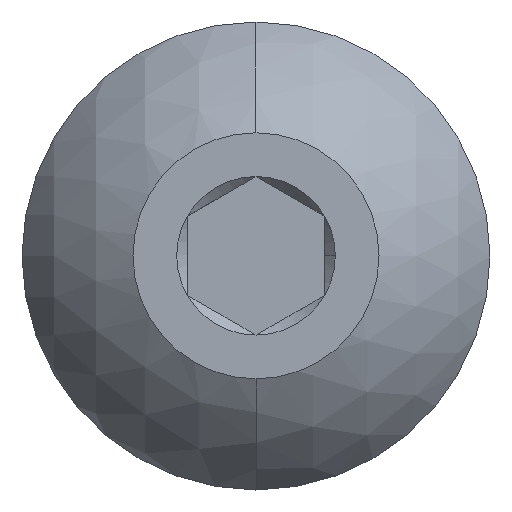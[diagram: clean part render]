
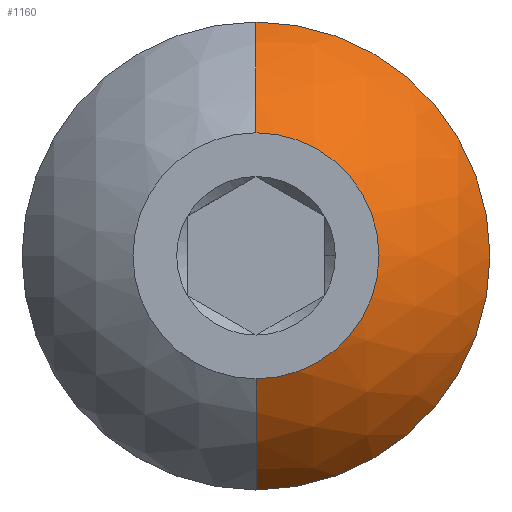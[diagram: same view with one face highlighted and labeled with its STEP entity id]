
A CAD part, top view. The second image highlights one B-rep face of the part: STEP entity #1160.
In plain terms, the highlighted spherical face has radius 3.065 mm.
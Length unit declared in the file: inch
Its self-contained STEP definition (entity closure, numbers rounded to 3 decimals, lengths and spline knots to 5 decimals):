
#31 = SPHERICAL_SURFACE ( 'NONE', #2229, 0.12067 ) ;
#135 = CARTESIAN_POINT ( 'NONE',  ( 0., -0.056, 0. ) ) ;
#238 = CARTESIAN_POINT ( 'NONE',  ( 0., 0., 0. ) ) ;
#253 = CARTESIAN_POINT ( 'NONE',  ( 0., 0.056, 0. ) ) ;
#616 = CIRCLE ( 'NONE', #2927, 0.12067 ) ;
#641 = DIRECTION ( 'NONE',  ( 1., 0., 0. ) ) ;
#728 = AXIS2_PLACEMENT_3D ( 'NONE', #2448, #1850, #2735 ) ;
#743 = ORIENTED_EDGE ( 'NONE', *, *, #1784, .F. ) ;
#779 = DIRECTION ( 'NONE',  ( 0., 1., 0. ) ) ;
#907 = CARTESIAN_POINT ( 'NONE',  ( 0., 0., -0.05015 ) ) ;
#917 = EDGE_CURVE ( 'NONE', #1835, #1465, #1828, .T. ) ;
#1013 = DIRECTION ( 'NONE',  ( 1., 0., 0. ) ) ;
#1065 = CARTESIAN_POINT ( 'NONE',  ( 0., -0.1065, -0.05015 ) ) ;
#1160 = ADVANCED_FACE ( 'NONE', ( #1746 ), #31, .T. ) ;
#1414 = VERTEX_POINT ( 'NONE', #135 ) ;
#1465 = VERTEX_POINT ( 'NONE', #1512 ) ;
#1475 = EDGE_CURVE ( 'NONE', #1835, #1414, #616, .T. ) ;
#1512 = CARTESIAN_POINT ( 'NONE',  ( 0.1065, 0., -0.05015 ) ) ;
#1604 = AXIS2_PLACEMENT_3D ( 'NONE', #238, #1852, #3273 ) ;
#1681 = DIRECTION ( 'NONE',  ( 1., 0., 0. ) ) ;
#1713 = DIRECTION ( 'NONE',  ( 0., -1., 0. ) ) ;
#1746 = FACE_OUTER_BOUND ( 'NONE', #1789, .T. ) ;
#1771 = VERTEX_POINT ( 'NONE', #253 ) ;
#1784 = EDGE_CURVE ( 'NONE', #1414, #1771, #2579, .T. ) ;
#1789 = EDGE_LOOP ( 'NONE', ( #2944, #1989, #2185, #743, #2164 ) ) ;
#1828 = CIRCLE ( 'NONE', #728, 0.1065 ) ;
#1835 = VERTEX_POINT ( 'NONE', #1065 ) ;
#1850 = DIRECTION ( 'NONE',  ( 0., 0., 1. ) ) ;
#1852 = DIRECTION ( 'NONE',  ( 0., 0., 1. ) ) ;
#1952 = CIRCLE ( 'NONE', #2415, 0.1065 ) ;
#1989 = ORIENTED_EDGE ( 'NONE', *, *, #3371, .T. ) ;
#2066 = DIRECTION ( 'NONE',  ( 0., -1., 0. ) ) ;
#2164 = ORIENTED_EDGE ( 'NONE', *, *, #1475, .F. ) ;
#2185 = ORIENTED_EDGE ( 'NONE', *, *, #3061, .T. ) ;
#2229 = AXIS2_PLACEMENT_3D ( 'NONE', #2267, #641, #1713 ) ;
#2267 = CARTESIAN_POINT ( 'NONE',  ( 0., 0., -0.10689 ) ) ;
#2415 = AXIS2_PLACEMENT_3D ( 'NONE', #907, #2539, #1681 ) ;
#2448 = CARTESIAN_POINT ( 'NONE',  ( 0., 0., -0.05015 ) ) ;
#2539 = DIRECTION ( 'NONE',  ( 0., 0., 1. ) ) ;
#2572 = DIRECTION ( 'NONE',  ( -1., 0., 0. ) ) ;
#2579 = CIRCLE ( 'NONE', #1604, 0.056 ) ;
#2611 = CARTESIAN_POINT ( 'NONE',  ( 0., 0., -0.10689 ) ) ;
#2735 = DIRECTION ( 'NONE',  ( 1., 0., 0. ) ) ;
#2899 = CARTESIAN_POINT ( 'NONE',  ( 0., 0.1065, -0.05015 ) ) ;
#2927 = AXIS2_PLACEMENT_3D ( 'NONE', #2611, #2572, #2066 ) ;
#2944 = ORIENTED_EDGE ( 'NONE', *, *, #917, .T. ) ;
#2965 = CARTESIAN_POINT ( 'NONE',  ( 0., 0., -0.10689 ) ) ;
#3061 = EDGE_CURVE ( 'NONE', #3539, #1771, #3270, .T. ) ;
#3270 = CIRCLE ( 'NONE', #3507, 0.12067 ) ;
#3273 = DIRECTION ( 'NONE',  ( 1., 0., 0. ) ) ;
#3371 = EDGE_CURVE ( 'NONE', #1465, #3539, #1952, .T. ) ;
#3507 = AXIS2_PLACEMENT_3D ( 'NONE', #2965, #1013, #779 ) ;
#3539 = VERTEX_POINT ( 'NONE', #2899 ) ;
